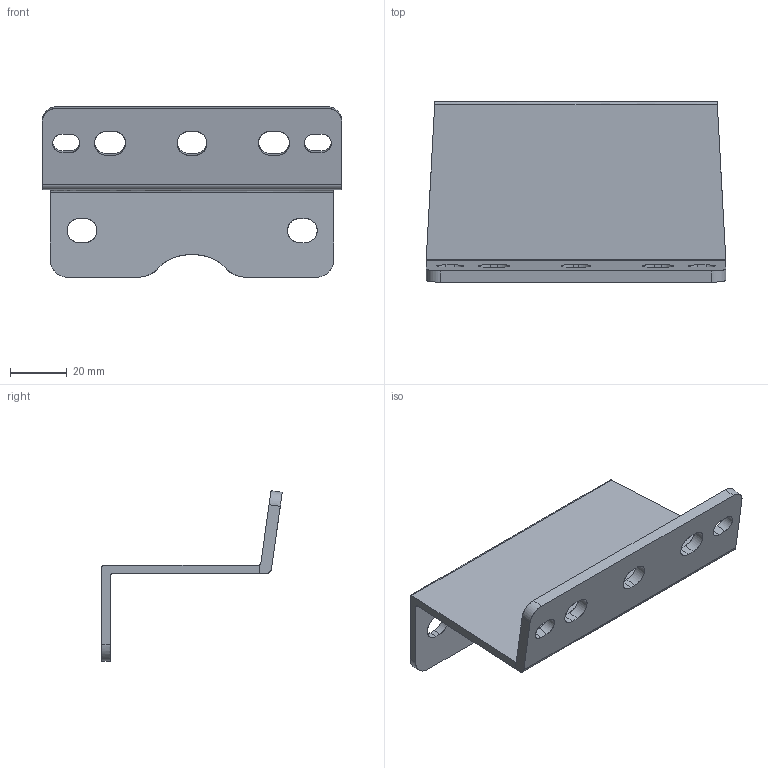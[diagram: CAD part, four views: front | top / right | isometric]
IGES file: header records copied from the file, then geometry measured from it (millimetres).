
Start section: SolidWorks IGES file using analytic representation for surfaces
Global section: file name: MRR-98.IGS; native system: SolidWorks 2011; preprocessor: SolidWorks 2011; author: Darren; date: 121018.172510; units: millimetre
Bounding box: 106 x 63.84 x 60.27 mm (x, y, z)
Surface area: 24747 mm2 (no closed solid volume)
Topology: 0 solids, 0 shells, 52 faces, 902 edges, 902 vertices
Faces by surface type: bspline 28, revolution 24
